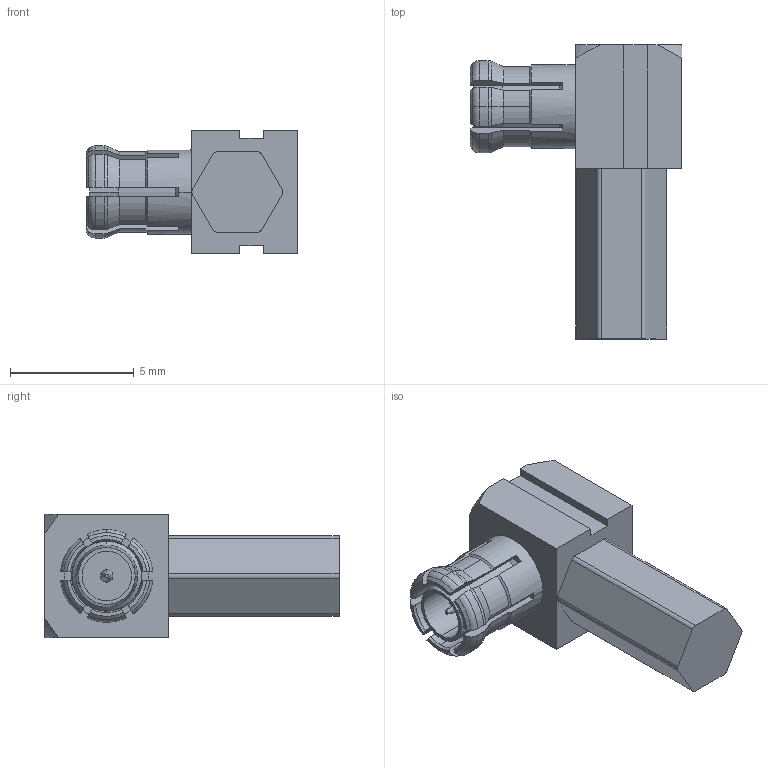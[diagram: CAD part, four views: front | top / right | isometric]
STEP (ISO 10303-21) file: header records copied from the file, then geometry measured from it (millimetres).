
FILE_DESCRIPTION (( 'STEP AP203' ), '1' );
FILE_NAME ('R113.182.000 G.STEP', '2011-07-01T08:48:19', ( 'RADIALL' ), ( 'RADIALL' ), 'SwSTEP 2.0', 'SolidWorks 2011', '' );
FILE_SCHEMA (( 'CONFIG_CONTROL_DESIGN' ));
Length unit declared in the file: millimetre
Products named in the file (1): R113.182.000 G
Bounding box: 8.57 x 11.9 x 5 mm (x, y, z)
Volume: 188.6 mm3; surface area: 343.9 mm2
Topology: 1 solids, 1 shells, 137 faces, 374 edges, 244 vertices
Faces by surface type: plane 49, cone 42, cylinder 32, bspline 14
Entity records: 4735 total; most frequent: CARTESIAN_POINT 1284, ORIENTED_EDGE 748, DIRECTION 672, EDGE_CURVE 374, AXIS2_PLACEMENT_3D 256, VERTEX_POINT 244, VECTOR 160, LINE 160
